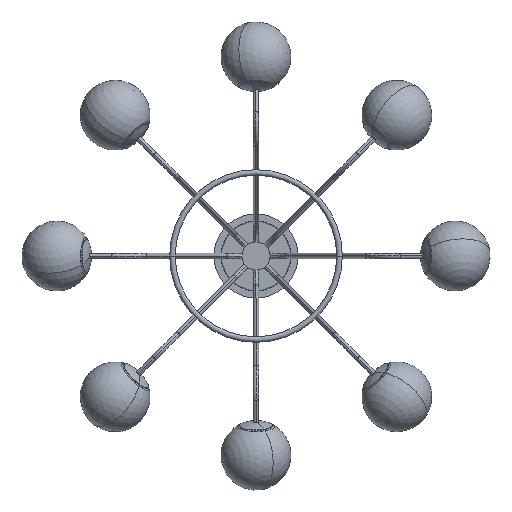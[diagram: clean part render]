
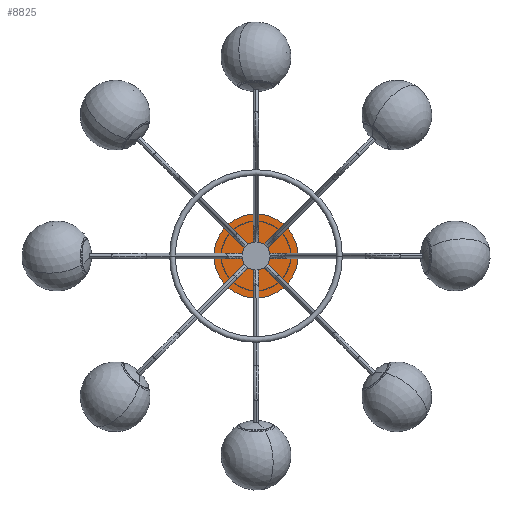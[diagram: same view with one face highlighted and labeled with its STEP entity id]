
A CAD part, front view. The second image highlights one B-rep face of the part: STEP entity #8825.
In plain terms, the highlighted planar face has unit normal (0, -1, 0).
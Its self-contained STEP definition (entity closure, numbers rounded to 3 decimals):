
#473 = ORIENTED_EDGE ( 'NONE', *, *, #5108, .F. ) ;
#1373 = DIRECTION ( 'NONE',  ( 0., 1., 0. ) ) ;
#1967 = DIRECTION ( 'NONE',  ( 0., 0., 1. ) ) ;
#2305 = DIRECTION ( 'NONE',  ( 0., 0., 1. ) ) ;
#2835 = VERTEX_POINT ( 'NONE', #9179 ) ;
#3469 = CARTESIAN_POINT ( 'NONE',  ( 0., -25., 0. ) ) ;
#3613 = DIRECTION ( 'NONE',  ( 0., 1., 0. ) ) ;
#4816 = AXIS2_PLACEMENT_3D ( 'NONE', #3469, #3613, #2305 ) ;
#5022 = CARTESIAN_POINT ( 'NONE',  ( 0., -25., 0. ) ) ;
#5080 = DIRECTION ( 'NONE',  ( 0., 0., 1. ) ) ;
#5108 = EDGE_CURVE ( 'NONE', #2835, #8508, #5838, .T. ) ;
#5838 = CIRCLE ( 'NONE', #9656, 90. ) ;
#6109 = ORIENTED_EDGE ( 'NONE', *, *, #8932, .F. ) ;
#6175 = CARTESIAN_POINT ( 'NONE',  ( 0., -25., -90. ) ) ;
#6472 = EDGE_LOOP ( 'NONE', ( #473, #6109 ) ) ;
#6578 = DIRECTION ( 'NONE',  ( 0., 1., 0. ) ) ;
#6633 = FACE_OUTER_BOUND ( 'NONE', #6472, .T. ) ;
#7428 = CARTESIAN_POINT ( 'NONE',  ( 0., -25., 0. ) ) ;
#8508 = VERTEX_POINT ( 'NONE', #6175 ) ;
#8825 = ADVANCED_FACE ( 'NONE', ( #6633 ), #8922, .F. ) ;
#8922 = PLANE ( 'NONE',  #9301 ) ;
#8932 = EDGE_CURVE ( 'NONE', #8508, #2835, #9748, .T. ) ;
#9179 = CARTESIAN_POINT ( 'NONE',  ( 0., -25., 90. ) ) ;
#9301 = AXIS2_PLACEMENT_3D ( 'NONE', #7428, #1373, #5080 ) ;
#9656 = AXIS2_PLACEMENT_3D ( 'NONE', #5022, #6578, #1967 ) ;
#9748 = CIRCLE ( 'NONE', #4816, 90. ) ;
